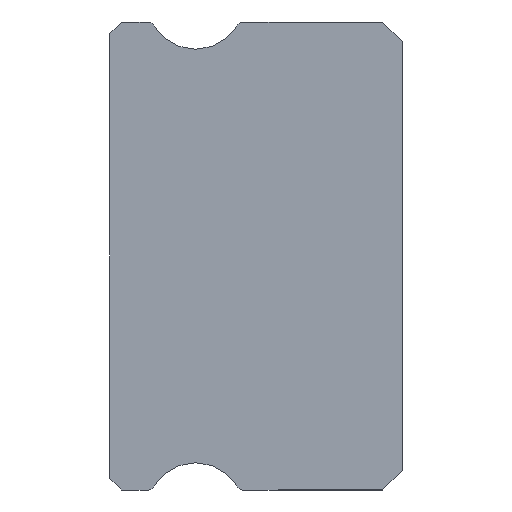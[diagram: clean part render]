
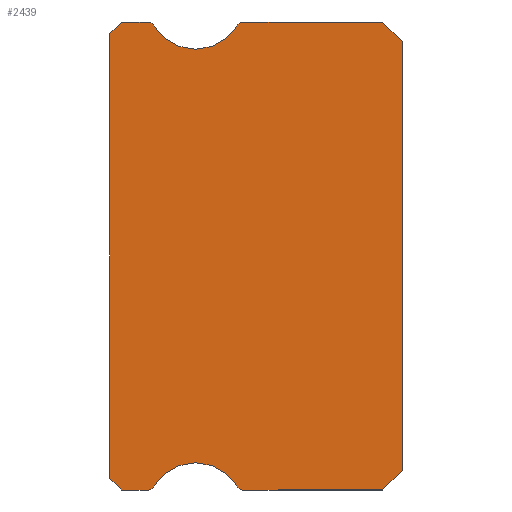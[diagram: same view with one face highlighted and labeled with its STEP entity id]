
A CAD part, left-side view. The second image highlights one B-rep face of the part: STEP entity #2439.
In plain terms, the highlighted planar face has unit normal (-1, 0, 0).
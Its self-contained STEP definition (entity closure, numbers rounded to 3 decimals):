
#38 = CARTESIAN_POINT ( 'NONE',  ( -15., 0., 5.5 ) ) ;
#162 = VERTEX_POINT ( 'NONE', #38 ) ;
#286 = EDGE_CURVE ( 'NONE', #2849, #3943, #1724, .T. ) ;
#297 = EDGE_LOOP ( 'NONE', ( #3763, #5862, #6147, #2867, #3915, #5711, #5383, #1840, #7378, #2613, #5583, #5285, #2517, #2963, #4910, #2320, #6417 ) ) ;
#311 = VERTEX_POINT ( 'NONE', #7130 ) ;
#527 = CARTESIAN_POINT ( 'NONE',  ( -15., 7.5, 5.7 ) ) ;
#549 = LINE ( 'NONE', #7705, #6089 ) ;
#562 = CARTESIAN_POINT ( 'NONE',  ( -15., 0., 5.5 ) ) ;
#584 = LINE ( 'NONE', #1173, #1168 ) ;
#591 = EDGE_CURVE ( 'NONE', #830, #6110, #1633, .T. ) ;
#716 = DIRECTION ( 'NONE',  ( 0., 0., -1. ) ) ;
#778 = PLANE ( 'NONE',  #7486 ) ;
#828 = VECTOR ( 'NONE', #1142, 1000. ) ;
#830 = VERTEX_POINT ( 'NONE', #3267 ) ;
#909 = DIRECTION ( 'NONE',  ( 0., -1., 0. ) ) ;
#947 = LINE ( 'NONE', #6576, #6860 ) ;
#1096 = DIRECTION ( 'NONE',  ( 0., 0., 1. ) ) ;
#1134 = LINE ( 'NONE', #5386, #2922 ) ;
#1136 = DIRECTION ( 'NONE',  ( -1., 0., 0. ) ) ;
#1142 = DIRECTION ( 'NONE',  ( 0., 0.707, -0.707 ) ) ;
#1148 = EDGE_CURVE ( 'NONE', #7874, #4908, #6701, .T. ) ;
#1168 = VECTOR ( 'NONE', #3699, 1000. ) ;
#1172 = DIRECTION ( 'NONE',  ( 0., 0., -1. ) ) ;
#1173 = CARTESIAN_POINT ( 'NONE',  ( -15., 7.2, -6. ) ) ;
#1247 = CARTESIAN_POINT ( 'NONE',  ( -15., 4.217, -5.925 ) ) ;
#1279 = LINE ( 'NONE', #5047, #3233 ) ;
#1416 = VECTOR ( 'NONE', #1096, 1000. ) ;
#1440 = AXIS2_PLACEMENT_3D ( 'NONE', #8097, #4311, #3689 ) ;
#1483 = VECTOR ( 'NONE', #7363, 1000. ) ;
#1566 = DIRECTION ( 'NONE',  ( 0., 0., -1. ) ) ;
#1633 = LINE ( 'NONE', #7395, #1416 ) ;
#1655 = DIRECTION ( 'NONE',  ( 0., 0., -1. ) ) ;
#1659 = DIRECTION ( 'NONE',  ( 1., 0., 0. ) ) ;
#1724 = CIRCLE ( 'NONE', #3299, 1.25 ) ;
#1840 = ORIENTED_EDGE ( 'NONE', *, *, #7833, .F. ) ;
#2010 = DIRECTION ( 'NONE',  ( 0., 0., -1. ) ) ;
#2016 = CARTESIAN_POINT ( 'NONE',  ( -15., 0., -5.5 ) ) ;
#2036 = FACE_OUTER_BOUND ( 'NONE', #297, .T. ) ;
#2320 = ORIENTED_EDGE ( 'NONE', *, *, #5981, .F. ) ;
#2366 = DIRECTION ( 'NONE',  ( 1., 0., 0. ) ) ;
#2439 = ADVANCED_FACE ( 'NONE', ( #2036 ), #778, .F. ) ;
#2505 = DIRECTION ( 'NONE',  ( 0., 1., 0. ) ) ;
#2517 = ORIENTED_EDGE ( 'NONE', *, *, #6255, .F. ) ;
#2549 = VERTEX_POINT ( 'NONE', #7871 ) ;
#2590 = EDGE_CURVE ( 'NONE', #8009, #311, #1279, .T. ) ;
#2613 = ORIENTED_EDGE ( 'NONE', *, *, #8007, .T. ) ;
#2631 = DIRECTION ( 'NONE',  ( 0., 0., 1. ) ) ;
#2652 = LINE ( 'NONE', #3190, #4876 ) ;
#2794 = CARTESIAN_POINT ( 'NONE',  ( -15., 5.3, 6.55 ) ) ;
#2849 = VERTEX_POINT ( 'NONE', #2876 ) ;
#2867 = ORIENTED_EDGE ( 'NONE', *, *, #6562, .T. ) ;
#2876 = CARTESIAN_POINT ( 'NONE',  ( -15., 6.383, 5.925 ) ) ;
#2922 = VECTOR ( 'NONE', #4231, 1000. ) ;
#2923 = CARTESIAN_POINT ( 'NONE',  ( -15., 7.5, 5.7 ) ) ;
#2947 = EDGE_CURVE ( 'NONE', #830, #2549, #584, .T. ) ;
#2963 = ORIENTED_EDGE ( 'NONE', *, *, #6288, .F. ) ;
#2978 = CARTESIAN_POINT ( 'NONE',  ( -15., 6.383, -5.925 ) ) ;
#3190 = CARTESIAN_POINT ( 'NONE',  ( -15., 0.5, 6. ) ) ;
#3233 = VECTOR ( 'NONE', #8134, 1000. ) ;
#3267 = CARTESIAN_POINT ( 'NONE',  ( -15., 7.5, -5.7 ) ) ;
#3299 = AXIS2_PLACEMENT_3D ( 'NONE', #2794, #5138, #2010 ) ;
#3310 = CARTESIAN_POINT ( 'NONE',  ( -15., 0.5, 6. ) ) ;
#3338 = CARTESIAN_POINT ( 'NONE',  ( -15., 4.217, 5.925 ) ) ;
#3396 = CARTESIAN_POINT ( 'NONE',  ( -15., 6.512, -6. ) ) ;
#3426 = CIRCLE ( 'NONE', #1440, 0.15 ) ;
#3467 = CIRCLE ( 'NONE', #5178, 1.25 ) ;
#3655 = CARTESIAN_POINT ( 'NONE',  ( -15., 5.3, 6.55 ) ) ;
#3689 = DIRECTION ( 'NONE',  ( 0., 0., -1. ) ) ;
#3699 = DIRECTION ( 'NONE',  ( 0., -0.707, -0.707 ) ) ;
#3763 = ORIENTED_EDGE ( 'NONE', *, *, #8224, .T. ) ;
#3915 = ORIENTED_EDGE ( 'NONE', *, *, #1148, .F. ) ;
#3927 = DIRECTION ( 'NONE',  ( 0., 0., -1. ) ) ;
#3943 = VERTEX_POINT ( 'NONE', #6225 ) ;
#4121 = VERTEX_POINT ( 'NONE', #6732 ) ;
#4221 = CARTESIAN_POINT ( 'NONE',  ( -15., 6.512, 5.85 ) ) ;
#4230 = CIRCLE ( 'NONE', #5819, 0.15 ) ;
#4231 = DIRECTION ( 'NONE',  ( 0., -1., 0. ) ) ;
#4311 = DIRECTION ( 'NONE',  ( 1., 0., 0. ) ) ;
#4378 = LINE ( 'NONE', #562, #5334 ) ;
#4469 = EDGE_CURVE ( 'NONE', #7267, #6483, #1134, .T. ) ;
#4656 = VERTEX_POINT ( 'NONE', #3338 ) ;
#4687 = CARTESIAN_POINT ( 'NONE',  ( -15., 6.512, 6. ) ) ;
#4728 = AXIS2_PLACEMENT_3D ( 'NONE', #7913, #2366, #1655 ) ;
#4827 = VERTEX_POINT ( 'NONE', #4687 ) ;
#4876 = VECTOR ( 'NONE', #6409, 1000. ) ;
#4901 = LINE ( 'NONE', #2923, #828 ) ;
#4908 = VERTEX_POINT ( 'NONE', #3396 ) ;
#4910 = ORIENTED_EDGE ( 'NONE', *, *, #286, .F. ) ;
#4951 = LINE ( 'NONE', #6082, #1483 ) ;
#4977 = CARTESIAN_POINT ( 'NONE',  ( -15., 7.2, 6. ) ) ;
#5047 = CARTESIAN_POINT ( 'NONE',  ( -15., 0., -5.5 ) ) ;
#5138 = DIRECTION ( 'NONE',  ( -1., 0., 0. ) ) ;
#5178 = AXIS2_PLACEMENT_3D ( 'NONE', #7985, #7892, #6157 ) ;
#5207 = EDGE_CURVE ( 'NONE', #4827, #5233, #549, .T. ) ;
#5233 = VERTEX_POINT ( 'NONE', #4977 ) ;
#5285 = ORIENTED_EDGE ( 'NONE', *, *, #4469, .F. ) ;
#5290 = AXIS2_PLACEMENT_3D ( 'NONE', #3655, #1136, #1172 ) ;
#5334 = VECTOR ( 'NONE', #2631, 1000. ) ;
#5383 = ORIENTED_EDGE ( 'NONE', *, *, #6979, .F. ) ;
#5386 = CARTESIAN_POINT ( 'NONE',  ( -15., 6.512, 6. ) ) ;
#5416 = CIRCLE ( 'NONE', #4728, 0.15 ) ;
#5583 = ORIENTED_EDGE ( 'NONE', *, *, #6838, .F. ) ;
#5711 = ORIENTED_EDGE ( 'NONE', *, *, #7504, .F. ) ;
#5723 = DIRECTION ( 'NONE',  ( 1., 0., 0. ) ) ;
#5819 = AXIS2_PLACEMENT_3D ( 'NONE', #6397, #5858, #716 ) ;
#5858 = DIRECTION ( 'NONE',  ( 1., 0., 0. ) ) ;
#5862 = ORIENTED_EDGE ( 'NONE', *, *, #591, .F. ) ;
#5981 = EDGE_CURVE ( 'NONE', #4827, #2849, #3426, .T. ) ;
#6082 = CARTESIAN_POINT ( 'NONE',  ( -15., 6.512, -6. ) ) ;
#6089 = VECTOR ( 'NONE', #2505, 1000. ) ;
#6098 = CIRCLE ( 'NONE', #5290, 1.25 ) ;
#6110 = VERTEX_POINT ( 'NONE', #527 ) ;
#6147 = ORIENTED_EDGE ( 'NONE', *, *, #2947, .T. ) ;
#6157 = DIRECTION ( 'NONE',  ( 0., 0., -1. ) ) ;
#6225 = CARTESIAN_POINT ( 'NONE',  ( -15., 5.3, 5.3 ) ) ;
#6255 = EDGE_CURVE ( 'NONE', #4656, #7267, #4230, .T. ) ;
#6288 = EDGE_CURVE ( 'NONE', #3943, #4656, #6098, .T. ) ;
#6309 = CARTESIAN_POINT ( 'NONE',  ( -15., 6.512, -5.85 ) ) ;
#6397 = CARTESIAN_POINT ( 'NONE',  ( -15., 4.088, 5.85 ) ) ;
#6409 = DIRECTION ( 'NONE',  ( 0., -0.707, -0.707 ) ) ;
#6417 = ORIENTED_EDGE ( 'NONE', *, *, #5207, .T. ) ;
#6420 = AXIS2_PLACEMENT_3D ( 'NONE', #6309, #5723, #3927 ) ;
#6483 = VERTEX_POINT ( 'NONE', #3310 ) ;
#6488 = CARTESIAN_POINT ( 'NONE',  ( -15., 4.088, 6. ) ) ;
#6562 = EDGE_CURVE ( 'NONE', #2549, #4908, #947, .T. ) ;
#6576 = CARTESIAN_POINT ( 'NONE',  ( -15., 6.512, -6. ) ) ;
#6701 = CIRCLE ( 'NONE', #6420, 0.15 ) ;
#6732 = CARTESIAN_POINT ( 'NONE',  ( -15., 4.088, -6. ) ) ;
#6795 = VERTEX_POINT ( 'NONE', #1247 ) ;
#6838 = EDGE_CURVE ( 'NONE', #6483, #162, #2652, .T. ) ;
#6860 = VECTOR ( 'NONE', #909, 1000. ) ;
#6979 = EDGE_CURVE ( 'NONE', #4121, #6795, #5416, .T. ) ;
#7130 = CARTESIAN_POINT ( 'NONE',  ( -15., 0.5, -6. ) ) ;
#7267 = VERTEX_POINT ( 'NONE', #6488 ) ;
#7363 = DIRECTION ( 'NONE',  ( 0., 1., 0. ) ) ;
#7378 = ORIENTED_EDGE ( 'NONE', *, *, #2590, .F. ) ;
#7395 = CARTESIAN_POINT ( 'NONE',  ( -15., 7.5, 5.85 ) ) ;
#7486 = AXIS2_PLACEMENT_3D ( 'NONE', #4221, #1659, #1566 ) ;
#7504 = EDGE_CURVE ( 'NONE', #6795, #7874, #3467, .T. ) ;
#7705 = CARTESIAN_POINT ( 'NONE',  ( -15., 7.2, 6. ) ) ;
#7833 = EDGE_CURVE ( 'NONE', #311, #4121, #4951, .T. ) ;
#7871 = CARTESIAN_POINT ( 'NONE',  ( -15., 7.2, -6. ) ) ;
#7874 = VERTEX_POINT ( 'NONE', #2978 ) ;
#7892 = DIRECTION ( 'NONE',  ( -1., 0., 0. ) ) ;
#7913 = CARTESIAN_POINT ( 'NONE',  ( -15., 4.088, -5.85 ) ) ;
#7985 = CARTESIAN_POINT ( 'NONE',  ( -15., 5.3, -6.55 ) ) ;
#8007 = EDGE_CURVE ( 'NONE', #8009, #162, #4378, .T. ) ;
#8009 = VERTEX_POINT ( 'NONE', #2016 ) ;
#8097 = CARTESIAN_POINT ( 'NONE',  ( -15., 6.512, 5.85 ) ) ;
#8134 = DIRECTION ( 'NONE',  ( 0., 0.707, -0.707 ) ) ;
#8224 = EDGE_CURVE ( 'NONE', #5233, #6110, #4901, .T. ) ;
